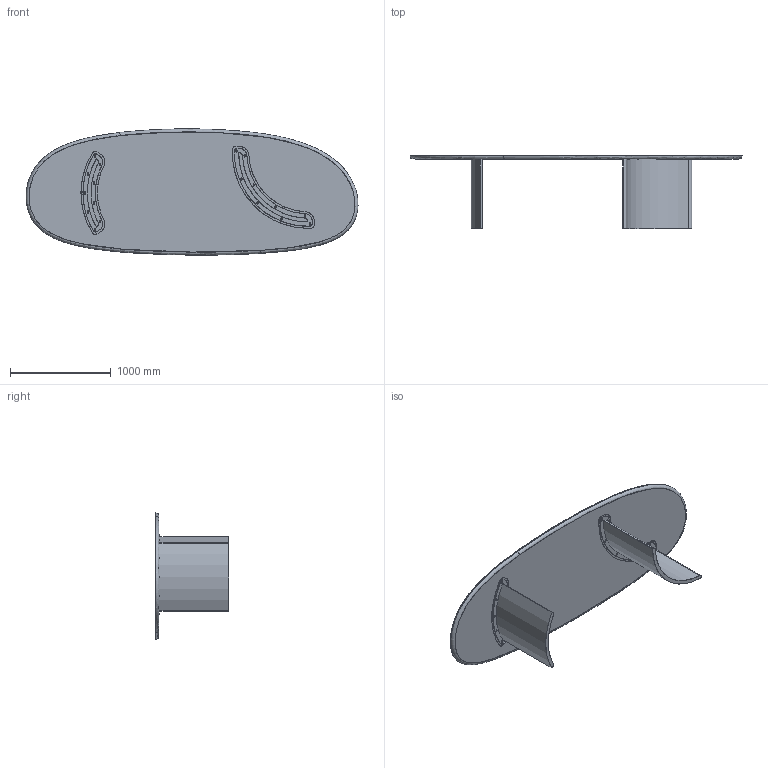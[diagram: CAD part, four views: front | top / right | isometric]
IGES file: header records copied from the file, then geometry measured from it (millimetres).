
Start section: SolidWorks IGES file using analytic representation for surfaces
Global section: file name: Samenstelling Tafel 330x125 V3.1.IGS; native system: SolidWorks 2019; preprocessor: SolidWorks 2019; author: jellisg; date: 220120.145624; units: millimetre
Bounding box: 3299.92 x 733 x 1255.05 mm (x, y, z)
Surface area: 10017332.7 mm2 (no closed solid volume)
Topology: 0 solids, 0 shells, 104 faces, 2699 edges, 2699 vertices
Faces by surface type: revolution 53, bspline 51
